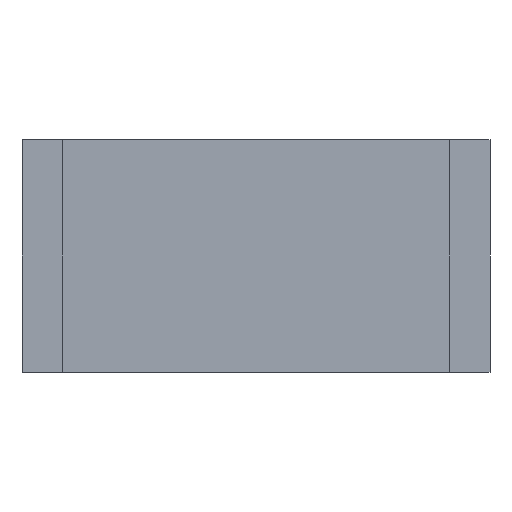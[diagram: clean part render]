
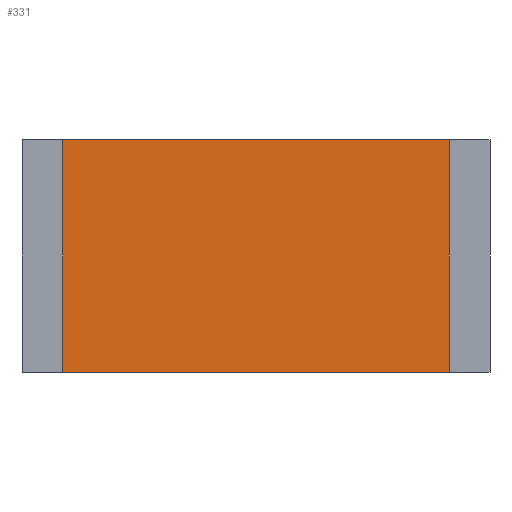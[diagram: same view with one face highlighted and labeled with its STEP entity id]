
A CAD part, front view. The second image highlights one B-rep face of the part: STEP entity #331.
In plain terms, the highlighted planar face has unit normal (0, -1, 0).
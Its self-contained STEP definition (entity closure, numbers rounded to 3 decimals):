
#22 = DIRECTION ( 'NONE',  ( -1., 0., 0. ) ) ;
#28 = ORIENTED_EDGE ( 'NONE', *, *, #118, .T. ) ;
#40 = VERTEX_POINT ( 'NONE', #844 ) ;
#43 = CARTESIAN_POINT ( 'NONE',  ( -2.625, 0., -1.575 ) ) ;
#55 = ORIENTED_EDGE ( 'NONE', *, *, #633, .T. ) ;
#61 = ORIENTED_EDGE ( 'NONE', *, *, #157, .T. ) ;
#114 = ORIENTED_EDGE ( 'NONE', *, *, #403, .T. ) ;
#118 = EDGE_CURVE ( 'NONE', #317, #411, #278, .T. ) ;
#157 = EDGE_CURVE ( 'NONE', #411, #40, #715, .T. ) ;
#176 = CARTESIAN_POINT ( 'NONE',  ( -2.625, 0., 1.575 ) ) ;
#223 = DIRECTION ( 'NONE',  ( 0., 0., -1. ) ) ;
#259 = VERTEX_POINT ( 'NONE', #869 ) ;
#278 = LINE ( 'NONE', #674, #994 ) ;
#285 = LINE ( 'NONE', #43, #851 ) ;
#317 = VERTEX_POINT ( 'NONE', #458 ) ;
#331 = ADVANCED_FACE ( 'NONE', ( #703 ), #540, .F. ) ;
#363 = LINE ( 'NONE', #648, #1094 ) ;
#382 = DIRECTION ( 'NONE',  ( 0., 1., 0. ) ) ;
#403 = EDGE_CURVE ( 'NONE', #40, #259, #285, .T. ) ;
#411 = VERTEX_POINT ( 'NONE', #989 ) ;
#415 = AXIS2_PLACEMENT_3D ( 'NONE', #1066, #382, #22 ) ;
#458 = CARTESIAN_POINT ( 'NONE',  ( 2.625, 0., -1.575 ) ) ;
#540 = PLANE ( 'NONE',  #415 ) ;
#583 = VECTOR ( 'NONE', #609, 1000. ) ;
#609 = DIRECTION ( 'NONE',  ( -1., 0., 0. ) ) ;
#633 = EDGE_CURVE ( 'NONE', #259, #317, #363, .T. ) ;
#648 = CARTESIAN_POINT ( 'NONE',  ( -2.625, 0., -1.575 ) ) ;
#674 = CARTESIAN_POINT ( 'NONE',  ( 2.625, 0., -1.575 ) ) ;
#703 = FACE_OUTER_BOUND ( 'NONE', #911, .T. ) ;
#715 = LINE ( 'NONE', #176, #583 ) ;
#750 = DIRECTION ( 'NONE',  ( 0., 0., 1. ) ) ;
#807 = DIRECTION ( 'NONE',  ( 1., 0., 0. ) ) ;
#844 = CARTESIAN_POINT ( 'NONE',  ( -2.625, 0., 1.575 ) ) ;
#851 = VECTOR ( 'NONE', #223, 1000. ) ;
#869 = CARTESIAN_POINT ( 'NONE',  ( -2.625, 0., -1.575 ) ) ;
#911 = EDGE_LOOP ( 'NONE', ( #114, #55, #28, #61 ) ) ;
#989 = CARTESIAN_POINT ( 'NONE',  ( 2.625, 0., 1.575 ) ) ;
#994 = VECTOR ( 'NONE', #750, 1000. ) ;
#1066 = CARTESIAN_POINT ( 'NONE',  ( -2.625, 0., 1.575 ) ) ;
#1094 = VECTOR ( 'NONE', #807, 1000. ) ;
